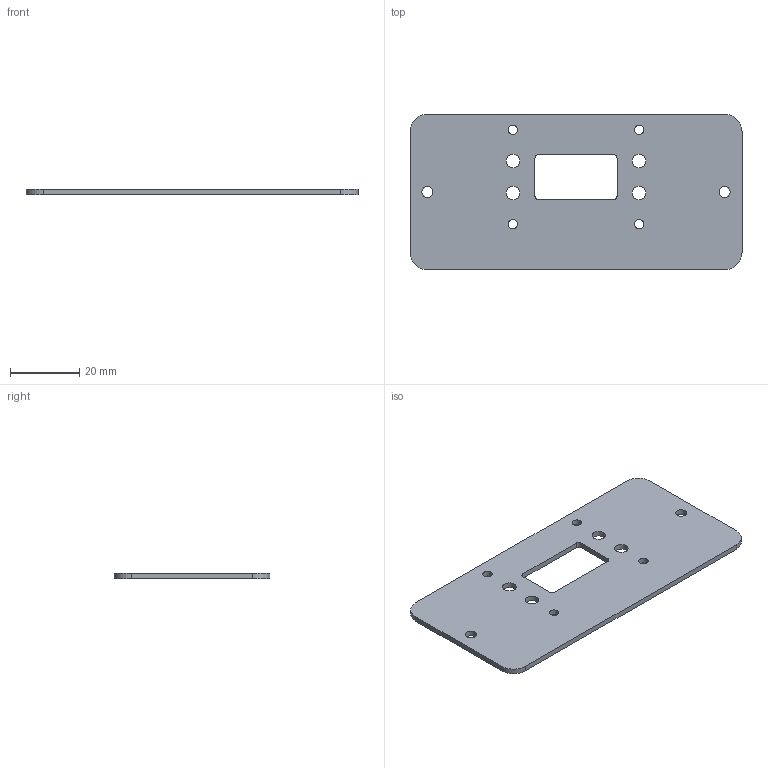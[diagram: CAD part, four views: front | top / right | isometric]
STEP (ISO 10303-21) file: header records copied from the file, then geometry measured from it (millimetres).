
FILE_DESCRIPTION (( 'STEP AP214' ), '1' );
FILE_NAME ('Uyue_946_1010.step', '2021-04-17T08:49:16', ( '' ), ( '' ), 'SwSTEP 2.0', 'SolidWorks 2016', '' );
FILE_SCHEMA (( 'AUTOMOTIVE_DESIGN' ));
Length unit declared in the file: millimetre
Products named in the file (2): Uyue_946_1010; COMPOUND
Assembly tree (1 placements, depth 2):
  Uyue_946_1010
    COMPOUND
Bounding box: 96 x 45 x 1.6 mm (x, y, z)
Volume: 6246.4 mm3; surface area: 8525.2 mm2
Topology: 1 solids, 1 shells, 38 faces, 108 edges, 72 vertices
Faces by surface type: cylinder 28, plane 10
Entity records: 1796 total; most frequent: DIRECTION 248, CARTESIAN_POINT 222, ORIENTED_EDGE 216, EDGE_CURVE 108, AXIS2_PLACEMENT_3D 98, VERTEX_POINT 72, EDGE_LOOP 60, CIRCLE 56
